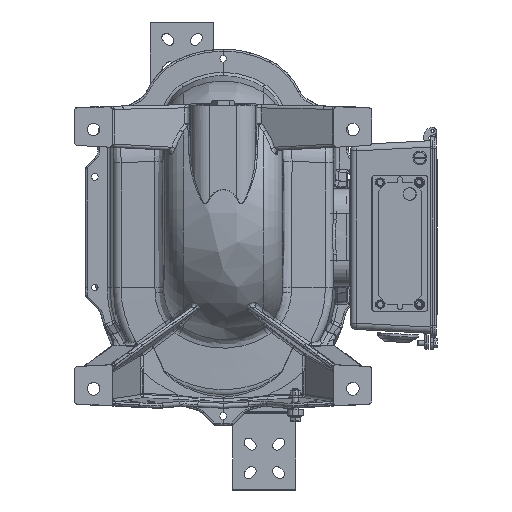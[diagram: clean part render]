
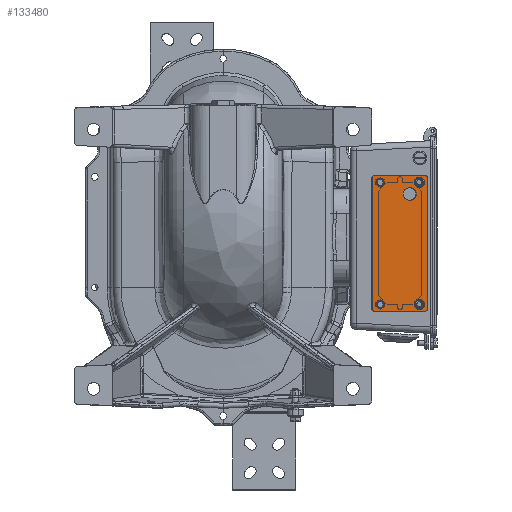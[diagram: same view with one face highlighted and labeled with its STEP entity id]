
A CAD part, front view. The second image highlights one B-rep face of the part: STEP entity #133480.
In plain terms, the highlighted planar face has unit normal (-0.052, -0.999, 0).
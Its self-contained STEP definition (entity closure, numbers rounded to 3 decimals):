
#133225=CARTESIAN_POINT('',(240.258,102.746,-83.));
#133226=DIRECTION('',(-0.052,-0.999,0.));
#133227=DIRECTION('',(-0.999,0.052,0.));
#133228=AXIS2_PLACEMENT_3D('',#133225,#133226,#133227);
#133230=DIRECTION('',(0.,0.,-1.));
#133231=VECTOR('',#133230,206.);
#133232=CARTESIAN_POINT('',(235.265,103.008,123.));
#133233=LINE('',#133232,#133231);
#133234=CARTESIAN_POINT('',(240.258,102.746,123.));
#133235=DIRECTION('',(-0.052,-0.999,0.));
#133236=DIRECTION('',(0.,0.,1.));
#133237=AXIS2_PLACEMENT_3D('',#133234,#133235,#133236);
#133239=DIRECTION('',(-0.999,0.052,0.));
#133240=VECTOR('',#133239,78.);
#133241=CARTESIAN_POINT('',(318.151,98.664,128.));
#133242=LINE('',#133241,#133240);
#133243=CARTESIAN_POINT('',(318.151,98.664,123.));
#133244=DIRECTION('',(-0.052,-0.999,0.));
#133245=DIRECTION('',(0.999,-0.052,0.));
#133246=AXIS2_PLACEMENT_3D('',#133243,#133244,#133245);
#133248=DIRECTION('',(0.,0.,-1.));
#133249=VECTOR('',#133248,206.);
#133250=CARTESIAN_POINT('',(323.144,98.402,123.));
#133251=LINE('',#133250,#133249);
#133252=CARTESIAN_POINT('',(318.151,98.664,-83.));
#133253=DIRECTION('',(-0.052,-0.999,0.));
#133254=DIRECTION('',(0.,0.,-1.));
#133255=AXIS2_PLACEMENT_3D('',#133252,#133253,#133254);
#133257=DIRECTION('',(0.999,-0.052,0.));
#133258=VECTOR('',#133257,78.);
#133259=CARTESIAN_POINT('',(240.258,102.746,-88.));
#133260=LINE('',#133259,#133258);
#133261=CARTESIAN_POINT('',(248.247,102.327,116.5));
#133262=DIRECTION('',(-0.052,-0.999,0.));
#133263=DIRECTION('',(0.,0.,1.));
#133264=AXIS2_PLACEMENT_3D('',#133261,#133262,#133263);
#133266=CARTESIAN_POINT('',(248.247,102.327,116.5));
#133267=DIRECTION('',(-0.052,-0.999,0.));
#133268=DIRECTION('',(0.,0.,-1.));
#133269=AXIS2_PLACEMENT_3D('',#133266,#133267,#133268);
#133271=CARTESIAN_POINT('',(248.247,102.327,-76.5));
#133272=DIRECTION('',(-0.052,-0.999,0.));
#133273=DIRECTION('',(0.,0.,1.));
#133274=AXIS2_PLACEMENT_3D('',#133271,#133272,#133273);
#133276=CARTESIAN_POINT('',(248.247,102.327,-76.5));
#133277=DIRECTION('',(-0.052,-0.999,0.));
#133278=DIRECTION('',(0.,0.,-1.));
#133279=AXIS2_PLACEMENT_3D('',#133276,#133277,#133278);
#133281=CARTESIAN_POINT('',(310.162,99.082,116.5));
#133282=DIRECTION('',(-0.052,-0.999,0.));
#133283=DIRECTION('',(0.,0.,1.));
#133284=AXIS2_PLACEMENT_3D('',#133281,#133282,#133283);
#133286=CARTESIAN_POINT('',(310.162,99.082,116.5));
#133287=DIRECTION('',(-0.052,-0.999,0.));
#133288=DIRECTION('',(0.,0.,-1.));
#133289=AXIS2_PLACEMENT_3D('',#133286,#133287,#133288);
#133291=CARTESIAN_POINT('',(310.162,99.082,-76.5));
#133292=DIRECTION('',(-0.052,-0.999,0.));
#133293=DIRECTION('',(0.,0.,1.));
#133294=AXIS2_PLACEMENT_3D('',#133291,#133292,#133293);
#133296=CARTESIAN_POINT('',(310.162,99.082,-76.5));
#133297=DIRECTION('',(-0.052,-0.999,0.));
#133298=DIRECTION('',(0.,0.,-1.));
#133299=AXIS2_PLACEMENT_3D('',#133296,#133297,#133298);
#133301=CARTESIAN_POINT('',(295.182,99.868,98.));
#133302=DIRECTION('',(-0.052,-0.999,0.));
#133303=DIRECTION('',(0.,0.,-1.));
#133304=AXIS2_PLACEMENT_3D('',#133301,#133302,#133303);
#133306=CARTESIAN_POINT('',(295.182,99.868,98.));
#133307=DIRECTION('',(-0.052,-0.999,0.));
#133308=DIRECTION('',(0.,0.,1.));
#133309=AXIS2_PLACEMENT_3D('',#133306,#133307,#133308);
#133379=CARTESIAN_POINT('',(235.265,103.008,-83.));
#133380=VERTEX_POINT('',#133379);
#133381=CARTESIAN_POINT('',(240.258,102.746,-88.));
#133382=VERTEX_POINT('',#133381);
#133387=CARTESIAN_POINT('',(240.258,102.746,128.));
#133388=VERTEX_POINT('',#133387);
#133389=CARTESIAN_POINT('',(235.265,103.008,123.));
#133390=VERTEX_POINT('',#133389);
#133395=CARTESIAN_POINT('',(323.144,98.402,123.));
#133396=VERTEX_POINT('',#133395);
#133397=CARTESIAN_POINT('',(318.151,98.664,128.));
#133398=VERTEX_POINT('',#133397);
#133403=CARTESIAN_POINT('',(318.151,98.664,-88.));
#133404=VERTEX_POINT('',#133403);
#133405=CARTESIAN_POINT('',(323.144,98.402,-83.));
#133406=VERTEX_POINT('',#133405);
#133407=CARTESIAN_POINT('',(248.247,102.327,111.75));
#133408=CARTESIAN_POINT('',(248.247,102.327,121.25));
#133409=VERTEX_POINT('',#133407);
#133410=VERTEX_POINT('',#133408);
#133411=CARTESIAN_POINT('',(248.247,102.327,-81.25));
#133412=CARTESIAN_POINT('',(248.247,102.327,-71.75));
#133413=VERTEX_POINT('',#133411);
#133414=VERTEX_POINT('',#133412);
#133415=CARTESIAN_POINT('',(310.162,99.082,111.75));
#133416=CARTESIAN_POINT('',(310.162,99.082,121.25));
#133417=VERTEX_POINT('',#133415);
#133418=VERTEX_POINT('',#133416);
#133419=CARTESIAN_POINT('',(310.162,99.082,-81.25));
#133420=CARTESIAN_POINT('',(310.162,99.082,-71.75));
#133421=VERTEX_POINT('',#133419);
#133422=VERTEX_POINT('',#133420);
#133423=CARTESIAN_POINT('',(295.182,99.868,88.75));
#133424=CARTESIAN_POINT('',(295.182,99.868,107.25));
#133425=VERTEX_POINT('',#133423);
#133426=VERTEX_POINT('',#133424);
#133427=CARTESIAN_POINT('',(279.204,100.705,20.));
#133428=DIRECTION('',(-0.052,-0.999,0.));
#133429=DIRECTION('',(0.,0.,-1.));
#133430=AXIS2_PLACEMENT_3D('',#133427,#133428,#133429);
#133431=PLANE('',#133430);
#133433=ORIENTED_EDGE('',*,*,#133432,.F.);
#133435=ORIENTED_EDGE('',*,*,#133434,.F.);
#133437=ORIENTED_EDGE('',*,*,#133436,.F.);
#133439=ORIENTED_EDGE('',*,*,#133438,.F.);
#133441=ORIENTED_EDGE('',*,*,#133440,.F.);
#133443=ORIENTED_EDGE('',*,*,#133442,.T.);
#133445=ORIENTED_EDGE('',*,*,#133444,.F.);
#133447=ORIENTED_EDGE('',*,*,#133446,.F.);
#133448=EDGE_LOOP('',(#133433,#133435,#133437,#133439,#133441,#133443,#133445,
#133447));
#133449=FACE_OUTER_BOUND('',#133448,.F.);
#133451=ORIENTED_EDGE('',*,*,#133450,.T.);
#133453=ORIENTED_EDGE('',*,*,#133452,.T.);
#133454=EDGE_LOOP('',(#133451,#133453));
#133455=FACE_BOUND('',#133454,.F.);
#133457=ORIENTED_EDGE('',*,*,#133456,.T.);
#133459=ORIENTED_EDGE('',*,*,#133458,.T.);
#133460=EDGE_LOOP('',(#133457,#133459));
#133461=FACE_BOUND('',#133460,.F.);
#133463=ORIENTED_EDGE('',*,*,#133462,.T.);
#133465=ORIENTED_EDGE('',*,*,#133464,.T.);
#133466=EDGE_LOOP('',(#133463,#133465));
#133467=FACE_BOUND('',#133466,.F.);
#133469=ORIENTED_EDGE('',*,*,#133468,.T.);
#133471=ORIENTED_EDGE('',*,*,#133470,.T.);
#133472=EDGE_LOOP('',(#133469,#133471));
#133473=FACE_BOUND('',#133472,.F.);
#133475=ORIENTED_EDGE('',*,*,#133474,.T.);
#133477=ORIENTED_EDGE('',*,*,#133476,.T.);
#133478=EDGE_LOOP('',(#133475,#133477));
#133479=FACE_BOUND('',#133478,.F.);
#133480=ADVANCED_FACE('',(#133449,#133455,#133461,#133467,#133473,#133479),
#133431,.T.);
#133229=CIRCLE('',#133228,5.);
#133238=CIRCLE('',#133237,5.);
#133247=CIRCLE('',#133246,5.);
#133256=CIRCLE('',#133255,5.);
#133265=CIRCLE('',#133264,4.75);
#133270=CIRCLE('',#133269,4.75);
#133275=CIRCLE('',#133274,4.75);
#133280=CIRCLE('',#133279,4.75);
#133285=CIRCLE('',#133284,4.75);
#133290=CIRCLE('',#133289,4.75);
#133295=CIRCLE('',#133294,4.75);
#133300=CIRCLE('',#133299,4.75);
#133305=CIRCLE('',#133304,9.25);
#133310=CIRCLE('',#133309,9.25);
#133432=EDGE_CURVE('',#133380,#133382,#133229,.T.);
#133434=EDGE_CURVE('',#133390,#133380,#133233,.T.);
#133436=EDGE_CURVE('',#133388,#133390,#133238,.T.);
#133438=EDGE_CURVE('',#133398,#133388,#133242,.T.);
#133440=EDGE_CURVE('',#133396,#133398,#133247,.T.);
#133442=EDGE_CURVE('',#133396,#133406,#133251,.T.);
#133444=EDGE_CURVE('',#133404,#133406,#133256,.T.);
#133446=EDGE_CURVE('',#133382,#133404,#133260,.T.);
#133450=EDGE_CURVE('',#133410,#133409,#133265,.T.);
#133452=EDGE_CURVE('',#133409,#133410,#133270,.T.);
#133456=EDGE_CURVE('',#133414,#133413,#133275,.T.);
#133458=EDGE_CURVE('',#133413,#133414,#133280,.T.);
#133462=EDGE_CURVE('',#133418,#133417,#133285,.T.);
#133464=EDGE_CURVE('',#133417,#133418,#133290,.T.);
#133468=EDGE_CURVE('',#133422,#133421,#133295,.T.);
#133470=EDGE_CURVE('',#133421,#133422,#133300,.T.);
#133474=EDGE_CURVE('',#133425,#133426,#133305,.T.);
#133476=EDGE_CURVE('',#133426,#133425,#133310,.T.);
